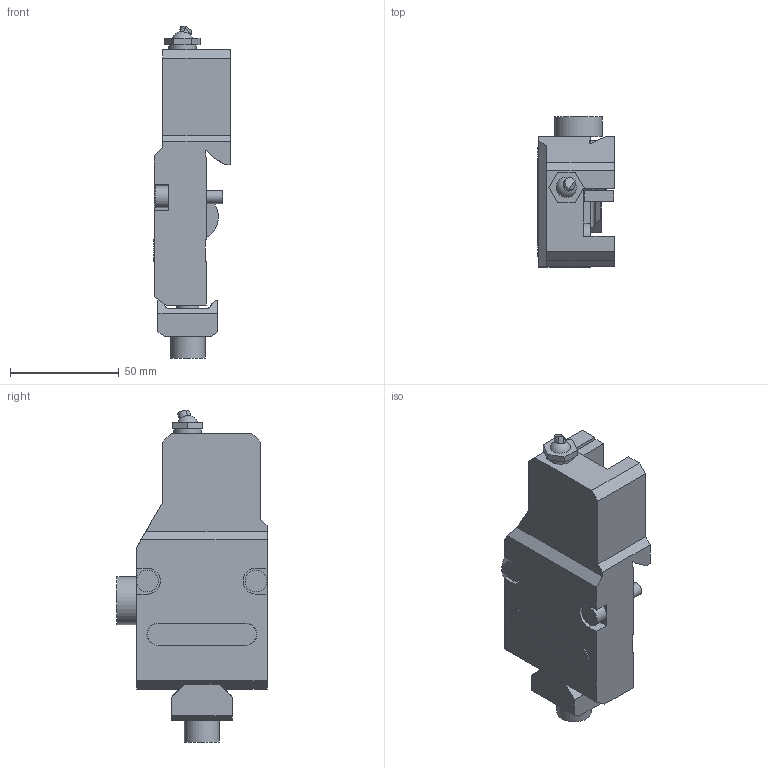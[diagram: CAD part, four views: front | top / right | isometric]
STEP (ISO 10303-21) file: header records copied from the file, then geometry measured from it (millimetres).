
FILE_DESCRIPTION(/* description */ (''),/* implementation_level */ '2;1');
FILE_NAME(/* name */ '10001028298nxv000_00_214.stp',/* time_stamp */ '2022-05-31T11:47:25+02:00',/* author */ (''),/* organization */ (''),/* preprocessor_version */ 'ST-DEVELOPER v16.7',/* originating_system */ 'SIEMENS PLM Software NX 12.0',/* authorisation */ '');
FILE_SCHEMA (('AUTOMOTIVE_DESIGN { 1 0 10303 214 3 1 1 1 }'));
Length unit declared in the file: millimetre
Products named in the file (1): 10001028298nxv000_00
Bounding box: 35.2 x 69 x 152.61 mm (x, y, z)
Volume: 173265.8 mm3; surface area: 32157.1 mm2
Topology: 1 solids, 1 shells, 127 faces, 335 edges, 225 vertices
Faces by surface type: plane 95, cylinder 28, cone 2, torus 1, sphere 1
Full cylindrical faces by diameter (mm): 4.8 x1, 6 x2, 10 x3, 12.6 x1, 16 x1, 22 x1
Entity records: 3870 total; most frequent: CARTESIAN_POINT 655, DIRECTION 637, ORIENTED_EDGE 624, EDGE_CURVE 312, LINE 243, VECTOR 243, VERTEX_POINT 215, AXIS2_PLACEMENT_3D 197
